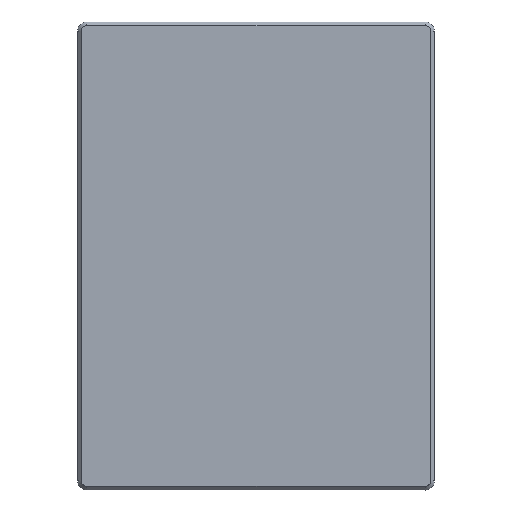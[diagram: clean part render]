
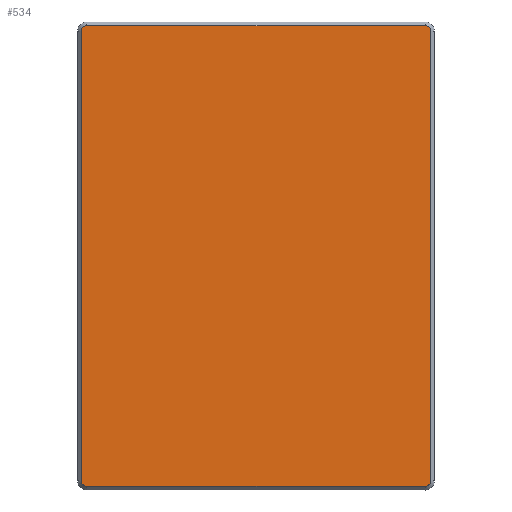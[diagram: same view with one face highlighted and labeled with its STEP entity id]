
A CAD part, top view. The second image highlights one B-rep face of the part: STEP entity #534.
In plain terms, the highlighted planar face has unit normal (0, 0, 1).
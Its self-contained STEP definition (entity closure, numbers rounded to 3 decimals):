
#24 = EDGE_CURVE ( 'NONE', #581, #1146, #439, .T. ) ;
#34 = VERTEX_POINT ( 'NONE', #383 ) ;
#77 = CARTESIAN_POINT ( 'NONE',  ( -36.777, 48.934, 238.785 ) ) ;
#88 = VERTEX_POINT ( 'NONE', #499 ) ;
#116 = LINE ( 'NONE', #126, #1141 ) ;
#126 = CARTESIAN_POINT ( 'NONE',  ( -0.744, -50.071, 238.785 ) ) ;
#139 = ORIENTED_EDGE ( 'NONE', *, *, #925, .T. ) ;
#165 = CARTESIAN_POINT ( 'NONE',  ( 36.861, 48.934, 238.785 ) ) ;
#167 = CARTESIAN_POINT ( 'NONE',  ( 36.861, 50.134, 238.785 ) ) ;
#197 = DIRECTION ( 'NONE',  ( 0., 0., 1. ) ) ;
#213 = LINE ( 'NONE', #957, #1162 ) ;
#216 = CARTESIAN_POINT ( 'NONE',  ( -37.977, 48.934, 238.785 ) ) ;
#231 = EDGE_CURVE ( 'NONE', #899, #581, #306, .T. ) ;
#242 = DIRECTION ( 'NONE',  ( -1., 0., 0. ) ) ;
#246 = CARTESIAN_POINT ( 'NONE',  ( 38.061, -48.871, 238.785 ) ) ;
#273 = PLANE ( 'NONE',  #1256 ) ;
#298 = EDGE_CURVE ( 'NONE', #34, #88, #619, .T. ) ;
#306 = LINE ( 'NONE', #545, #348 ) ;
#307 = DIRECTION ( 'NONE',  ( 0., -1., 0. ) ) ;
#311 = DIRECTION ( 'NONE',  ( 0., 1., 0. ) ) ;
#348 = VECTOR ( 'NONE', #311, 1000. ) ;
#364 = ORIENTED_EDGE ( 'NONE', *, *, #231, .T. ) ;
#368 = CIRCLE ( 'NONE', #1072, 1.2 ) ;
#382 = ORIENTED_EDGE ( 'NONE', *, *, #1271, .T. ) ;
#383 = CARTESIAN_POINT ( 'NONE',  ( -37.977, -48.871, 238.785 ) ) ;
#386 = DIRECTION ( 'NONE',  ( 0., -1., 0. ) ) ;
#439 = CIRCLE ( 'NONE', #598, 1.2 ) ;
#451 = DIRECTION ( 'NONE',  ( 0., 0., 1. ) ) ;
#453 = VERTEX_POINT ( 'NONE', #993 ) ;
#499 = CARTESIAN_POINT ( 'NONE',  ( -36.777, -50.071, 238.785 ) ) ;
#532 = VERTEX_POINT ( 'NONE', #1032 ) ;
#534 = ADVANCED_FACE ( 'NONE', ( #1331 ), #273, .T. ) ;
#545 = CARTESIAN_POINT ( 'NONE',  ( 38.061, 0.346, 238.785 ) ) ;
#564 = CARTESIAN_POINT ( 'NONE',  ( 36.861, -48.871, 238.785 ) ) ;
#568 = DIRECTION ( 'NONE',  ( 0., 0., 1. ) ) ;
#581 = VERTEX_POINT ( 'NONE', #810 ) ;
#584 = EDGE_LOOP ( 'NONE', ( #976, #382, #773, #751, #994, #139, #364, #998 ) ) ;
#598 = AXIS2_PLACEMENT_3D ( 'NONE', #165, #1015, #712 ) ;
#602 = DIRECTION ( 'NONE',  ( 0., 0., 1. ) ) ;
#608 = CARTESIAN_POINT ( 'NONE',  ( -0.744, 0.346, 238.785 ) ) ;
#619 = CIRCLE ( 'NONE', #1298, 1.2 ) ;
#712 = DIRECTION ( 'NONE',  ( -1., 0., 0. ) ) ;
#722 = DIRECTION ( 'NONE',  ( -1., 0., 0. ) ) ;
#751 = ORIENTED_EDGE ( 'NONE', *, *, #298, .T. ) ;
#752 = DIRECTION ( 'NONE',  ( -1., 0., 0. ) ) ;
#770 = CARTESIAN_POINT ( 'NONE',  ( -36.777, -48.871, 238.785 ) ) ;
#773 = ORIENTED_EDGE ( 'NONE', *, *, #1208, .T. ) ;
#788 = VECTOR ( 'NONE', #307, 1000. ) ;
#810 = CARTESIAN_POINT ( 'NONE',  ( 38.061, 48.934, 238.785 ) ) ;
#899 = VERTEX_POINT ( 'NONE', #246 ) ;
#925 = EDGE_CURVE ( 'NONE', #453, #899, #1095, .T. ) ;
#936 = CARTESIAN_POINT ( 'NONE',  ( -37.977, 0.346, 238.785 ) ) ;
#957 = CARTESIAN_POINT ( 'NONE',  ( -0.744, 50.134, 238.785 ) ) ;
#975 = EDGE_CURVE ( 'NONE', #1146, #532, #213, .T. ) ;
#976 = ORIENTED_EDGE ( 'NONE', *, *, #975, .T. ) ;
#988 = EDGE_CURVE ( 'NONE', #88, #453, #116, .T. ) ;
#989 = DIRECTION ( 'NONE',  ( -1., 0., 0. ) ) ;
#993 = CARTESIAN_POINT ( 'NONE',  ( 36.861, -50.071, 238.785 ) ) ;
#994 = ORIENTED_EDGE ( 'NONE', *, *, #988, .T. ) ;
#998 = ORIENTED_EDGE ( 'NONE', *, *, #24, .T. ) ;
#1015 = DIRECTION ( 'NONE',  ( 0., 0., 1. ) ) ;
#1032 = CARTESIAN_POINT ( 'NONE',  ( -36.777, 50.134, 238.785 ) ) ;
#1072 = AXIS2_PLACEMENT_3D ( 'NONE', #77, #197, #722 ) ;
#1095 = CIRCLE ( 'NONE', #1120, 1.2 ) ;
#1120 = AXIS2_PLACEMENT_3D ( 'NONE', #564, #568, #989 ) ;
#1141 = VECTOR ( 'NONE', #1269, 1000. ) ;
#1146 = VERTEX_POINT ( 'NONE', #167 ) ;
#1162 = VECTOR ( 'NONE', #752, 1000. ) ;
#1208 = EDGE_CURVE ( 'NONE', #1353, #34, #1343, .T. ) ;
#1256 = AXIS2_PLACEMENT_3D ( 'NONE', #608, #602, #386 ) ;
#1269 = DIRECTION ( 'NONE',  ( 1., 0., 0. ) ) ;
#1271 = EDGE_CURVE ( 'NONE', #532, #1353, #368, .T. ) ;
#1298 = AXIS2_PLACEMENT_3D ( 'NONE', #770, #451, #242 ) ;
#1331 = FACE_OUTER_BOUND ( 'NONE', #584, .T. ) ;
#1343 = LINE ( 'NONE', #936, #788 ) ;
#1353 = VERTEX_POINT ( 'NONE', #216 ) ;
